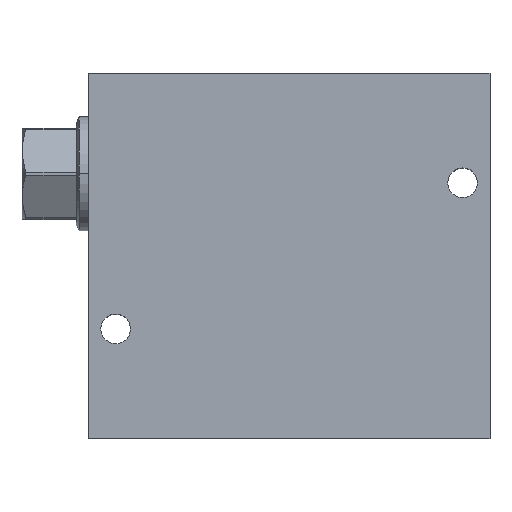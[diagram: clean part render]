
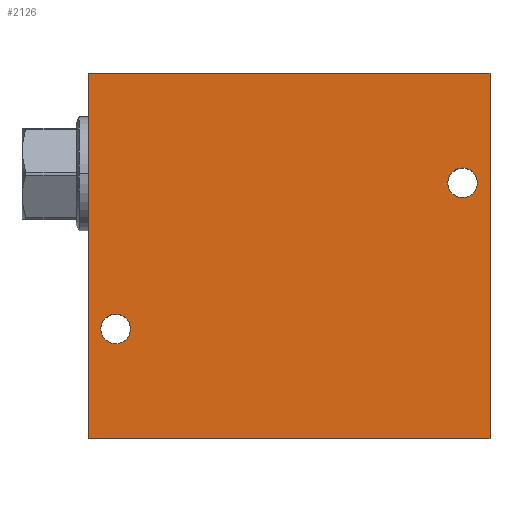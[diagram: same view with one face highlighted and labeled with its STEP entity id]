
A CAD part, top view. The second image highlights one B-rep face of the part: STEP entity #2126.
In plain terms, the highlighted planar face has unit normal (0, 0, 1).
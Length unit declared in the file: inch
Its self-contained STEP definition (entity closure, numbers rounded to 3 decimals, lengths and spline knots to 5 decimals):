
#113=DIRECTION('',(0.,-1.,0.));
#114=VECTOR('',#113,5.);
#115=CARTESIAN_POINT('',(0.,0.,2.5));
#116=LINE('',#115,#114);
#117=DIRECTION('',(-1.,0.,0.));
#118=VECTOR('',#117,5.5);
#119=CARTESIAN_POINT('',(5.5,0.,2.5));
#120=LINE('',#119,#118);
#121=DIRECTION('',(0.,1.,0.));
#122=VECTOR('',#121,5.);
#123=CARTESIAN_POINT('',(5.5,-5.,2.5));
#124=LINE('',#123,#122);
#125=DIRECTION('',(1.,0.,0.));
#126=VECTOR('',#125,5.5);
#127=CARTESIAN_POINT('',(0.,-5.,2.5));
#128=LINE('',#127,#126);
#129=CARTESIAN_POINT('',(5.125,-1.5,2.5));
#130=DIRECTION('',(0.,0.,-1.));
#131=DIRECTION('',(-1.,0.,0.));
#132=AXIS2_PLACEMENT_3D('',#129,#130,#131);
#134=CARTESIAN_POINT('',(5.125,-1.5,2.5));
#135=DIRECTION('',(0.,0.,-1.));
#136=DIRECTION('',(1.,0.,0.));
#137=AXIS2_PLACEMENT_3D('',#134,#135,#136);
#139=CARTESIAN_POINT('',(0.375,-3.5,2.5));
#140=DIRECTION('',(0.,0.,-1.));
#141=DIRECTION('',(-1.,0.,0.));
#142=AXIS2_PLACEMENT_3D('',#139,#140,#141);
#144=CARTESIAN_POINT('',(0.375,-3.5,2.5));
#145=DIRECTION('',(0.,0.,-1.));
#146=DIRECTION('',(1.,0.,0.));
#147=AXIS2_PLACEMENT_3D('',#144,#145,#146);
#1731=CARTESIAN_POINT('',(0.,0.,2.5));
#1732=CARTESIAN_POINT('',(0.,-5.,2.5));
#1733=VERTEX_POINT('',#1731);
#1734=VERTEX_POINT('',#1732);
#1735=CARTESIAN_POINT('',(5.5,-5.,2.5));
#1736=VERTEX_POINT('',#1735);
#1737=CARTESIAN_POINT('',(5.5,0.,2.5));
#1738=VERTEX_POINT('',#1737);
#1743=CARTESIAN_POINT('',(4.922,-1.5,2.5));
#1744=CARTESIAN_POINT('',(5.328,-1.5,2.5));
#1745=VERTEX_POINT('',#1743);
#1746=VERTEX_POINT('',#1744);
#1751=CARTESIAN_POINT('',(0.172,-3.5,2.5));
#1752=CARTESIAN_POINT('',(0.578,-3.5,2.5));
#1753=VERTEX_POINT('',#1751);
#1754=VERTEX_POINT('',#1752);
#2103=CARTESIAN_POINT('',(0.,0.,2.5));
#2104=DIRECTION('',(0.,0.,1.));
#2105=DIRECTION('',(1.,0.,0.));
#2106=AXIS2_PLACEMENT_3D('',#2103,#2104,#2105);
#2107=PLANE('',#2106);
#2108=ORIENTED_EDGE('',*,*,#2025,.F.);
#2109=ORIENTED_EDGE('',*,*,#2046,.F.);
#2110=ORIENTED_EDGE('',*,*,#2066,.F.);
#2111=ORIENTED_EDGE('',*,*,#2085,.F.);
#2112=EDGE_LOOP('',(#2108,#2109,#2110,#2111));
#2113=FACE_OUTER_BOUND('',#2112,.F.);
#2115=ORIENTED_EDGE('',*,*,#2114,.F.);
#2117=ORIENTED_EDGE('',*,*,#2116,.F.);
#2118=EDGE_LOOP('',(#2115,#2117));
#2119=FACE_BOUND('',#2118,.F.);
#2121=ORIENTED_EDGE('',*,*,#2120,.F.);
#2123=ORIENTED_EDGE('',*,*,#2122,.F.);
#2124=EDGE_LOOP('',(#2121,#2123));
#2125=FACE_BOUND('',#2124,.F.);
#2126=ADVANCED_FACE('',(#2113,#2119,#2125),#2107,.T.);
#133=CIRCLE('',#132,0.203);
#138=CIRCLE('',#137,0.203);
#143=CIRCLE('',#142,0.203);
#148=CIRCLE('',#147,0.203);
#2025=EDGE_CURVE('',#1733,#1734,#116,.T.);
#2046=EDGE_CURVE('',#1738,#1733,#120,.T.);
#2066=EDGE_CURVE('',#1736,#1738,#124,.T.);
#2085=EDGE_CURVE('',#1734,#1736,#128,.T.);
#2114=EDGE_CURVE('',#1745,#1746,#133,.T.);
#2116=EDGE_CURVE('',#1746,#1745,#138,.T.);
#2120=EDGE_CURVE('',#1753,#1754,#143,.T.);
#2122=EDGE_CURVE('',#1754,#1753,#148,.T.);
